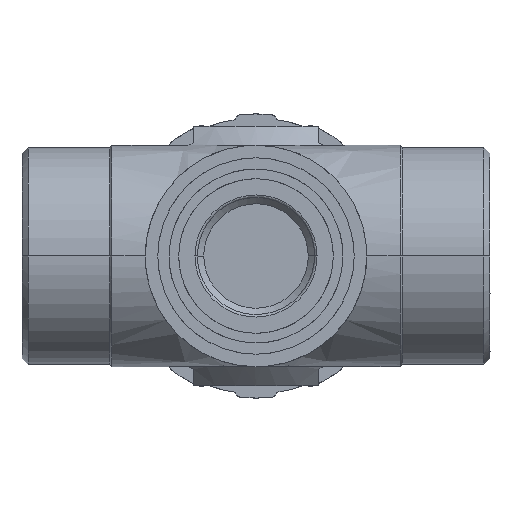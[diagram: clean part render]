
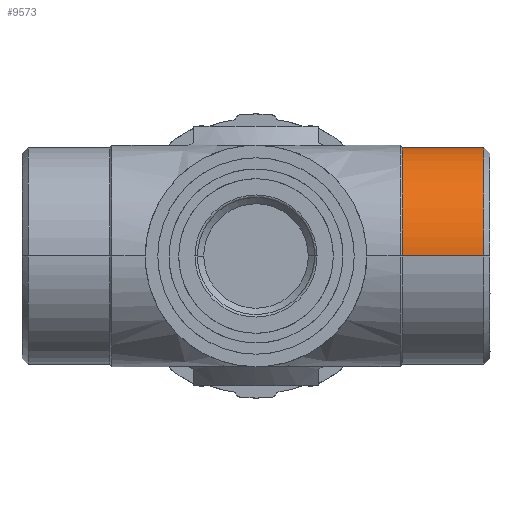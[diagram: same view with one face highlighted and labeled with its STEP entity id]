
A CAD part, front view. The second image highlights one B-rep face of the part: STEP entity #9573.
In plain terms, the highlighted free-form (B-spline) face has degree [2, 1] with [5, 2] control points.
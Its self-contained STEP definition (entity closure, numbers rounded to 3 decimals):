
#33 = CARTESIAN_POINT ( 'NONE',  ( 886.797, 212.538, 0. ) ) ;
#394 = CARTESIAN_POINT ( 'NONE',  ( 886.797, 212.538, 13. ) ) ;
#927 = CARTESIAN_POINT ( 'NONE',  ( 886.797, 238.538, 0. ) ) ;
#1457 = ORIENTED_EDGE ( 'NONE', *, *, #10079, .T. ) ;
#2287 = CARTESIAN_POINT ( 'NONE',  ( 886.992, 238.538, 0. ) ) ;
#2791 = ORIENTED_EDGE ( 'NONE', *, *, #3137, .F. ) ;
#2958 = VERTEX_POINT ( 'NONE', #927 ) ;
#3137 = EDGE_CURVE ( 'NONE', #17026, #16871, #10531, .T. ) ;
#3351 = CARTESIAN_POINT ( 'NONE',  ( 877.047, 238.538, 0. ) ) ;
#3734 = CARTESIAN_POINT ( 'NONE',  ( 886.992, 212.538, 0. ) ) ;
#4045 = CARTESIAN_POINT ( 'NONE',  ( 886.992, 212.538, 13. ) ) ;
#4837 =( BOUNDED_CURVE ( )  B_SPLINE_CURVE ( 2, ( #15641, #14111, #9288, #18640, #12665 ),
 .UNSPECIFIED., .F., .T. ) 
 B_SPLINE_CURVE_WITH_KNOTS ( ( 3, 2, 3 ),
 ( 0., 90., 180. ),
 .UNSPECIFIED. ) 
 CURVE ( )  GEOMETRIC_REPRESENTATION_ITEM ( )  RATIONAL_B_SPLINE_CURVE ( ( 1., 0.707, 1., 0.707, 1. ) ) 
 REPRESENTATION_ITEM ( '' )  );
#5283 = CARTESIAN_POINT ( 'NONE',  ( 876.852, 212.538, 0. ) ) ;
#5920 = EDGE_CURVE ( 'NONE', #2958, #19525, #18594, .T. ) ;
#6780 = CARTESIAN_POINT ( 'NONE',  ( 877.047, 238.538, 0. ) ) ;
#8766 = CARTESIAN_POINT ( 'NONE',  ( 886.992, 238.538, 13. ) ) ;
#9288 = CARTESIAN_POINT ( 'NONE',  ( 877.047, 225.538, 13. ) ) ;
#9573 = ADVANCED_FACE ( 'NONE', ( #19573 ), #16633, .T. ) ;
#10079 = EDGE_CURVE ( 'NONE', #19525, #16871, #4837, .T. ) ;
#10531 = B_SPLINE_CURVE_WITH_KNOTS ( 'NONE', 1,
 ( #20196, #11546 ),
 .UNSPECIFIED., .F., .F.,
 ( 2, 2 ),
 ( -4.875, 4.875 ),
 .UNSPECIFIED. ) ;
#11546 = CARTESIAN_POINT ( 'NONE',  ( 877.047, 212.538, 0. ) ) ;
#11852 = CARTESIAN_POINT ( 'NONE',  ( 876.852, 225.538, 13. ) ) ;
#12665 = CARTESIAN_POINT ( 'NONE',  ( 877.047, 212.538, 0. ) ) ;
#12848 = CARTESIAN_POINT ( 'NONE',  ( 886.797, 238.538, 13. ) ) ;
#12920 = ORIENTED_EDGE ( 'NONE', *, *, #18386, .F. ) ;
#13386 = CARTESIAN_POINT ( 'NONE',  ( 876.852, 212.538, 13. ) ) ;
#13498 = CARTESIAN_POINT ( 'NONE',  ( 876.852, 238.538, 13. ) ) ;
#14111 = CARTESIAN_POINT ( 'NONE',  ( 877.047, 238.538, 13. ) ) ;
#15641 = CARTESIAN_POINT ( 'NONE',  ( 877.047, 238.538, 0. ) ) ;
#15664 = EDGE_LOOP ( 'NONE', ( #2791, #12920, #17848, #1457 ) ) ;
#16031 = CARTESIAN_POINT ( 'NONE',  ( 886.797, 225.538, 13. ) ) ;
#16494 = CARTESIAN_POINT ( 'NONE',  ( 877.047, 212.538, 0. ) ) ;
#16560 = CARTESIAN_POINT ( 'NONE',  ( 886.992, 225.538, 13. ) ) ;
#16633 =( BOUNDED_SURFACE ( )  B_SPLINE_SURFACE ( 2, 1, ( 
 ( #3734, #5283 ),
 ( #4045, #13386 ),
 ( #16560, #11852 ),
 ( #8766, #13498 ),
 ( #2287, #17907 ) ),
 .UNSPECIFIED., .F., .F., .T. ) 
 B_SPLINE_SURFACE_WITH_KNOTS ( ( 3, 2, 3 ),
 ( 2, 2 ),
 ( 180., 270., 360. ),
 ( -5.07, 5.07 ),
 .UNSPECIFIED. ) 
 GEOMETRIC_REPRESENTATION_ITEM ( )  RATIONAL_B_SPLINE_SURFACE ( (
 ( 1., 1.),
 ( 0.707, 0.707),
 ( 1., 1.),
 ( 0.707, 0.707),
 ( 1., 1.) ) ) 
 REPRESENTATION_ITEM ( '' )  SURFACE ( )  );
#16871 = VERTEX_POINT ( 'NONE', #16494 ) ;
#17026 = VERTEX_POINT ( 'NONE', #33 ) ;
#17363 = CARTESIAN_POINT ( 'NONE',  ( 886.797, 238.538, 0. ) ) ;
#17365 = CARTESIAN_POINT ( 'NONE',  ( 886.797, 238.538, 0. ) ) ;
#17848 = ORIENTED_EDGE ( 'NONE', *, *, #5920, .T. ) ;
#17907 = CARTESIAN_POINT ( 'NONE',  ( 876.852, 238.538, 0. ) ) ;
#18386 = EDGE_CURVE ( 'NONE', #2958, #17026, #18840, .T. ) ;
#18594 = B_SPLINE_CURVE_WITH_KNOTS ( 'NONE', 1,
 ( #17363, #6780 ),
 .UNSPECIFIED., .F., .F.,
 ( 2, 2 ),
 ( -4.875, 4.875 ),
 .UNSPECIFIED. ) ;
#18640 = CARTESIAN_POINT ( 'NONE',  ( 877.047, 212.538, 13. ) ) ;
#18840 =( BOUNDED_CURVE ( )  B_SPLINE_CURVE ( 2, ( #17365, #12848, #16031, #394, #19249 ),
 .UNSPECIFIED., .F., .F. ) 
 B_SPLINE_CURVE_WITH_KNOTS ( ( 3, 2, 3 ),
 ( 0., 90., 180. ),
 .UNSPECIFIED. ) 
 CURVE ( )  GEOMETRIC_REPRESENTATION_ITEM ( )  RATIONAL_B_SPLINE_CURVE ( ( 1., 0.707, 1., 0.707, 1. ) ) 
 REPRESENTATION_ITEM ( '' )  );
#19249 = CARTESIAN_POINT ( 'NONE',  ( 886.797, 212.538, 0. ) ) ;
#19525 = VERTEX_POINT ( 'NONE', #3351 ) ;
#19573 = FACE_OUTER_BOUND ( 'NONE', #15664, .T. ) ;
#20196 = CARTESIAN_POINT ( 'NONE',  ( 886.797, 212.538, 0. ) ) ;
